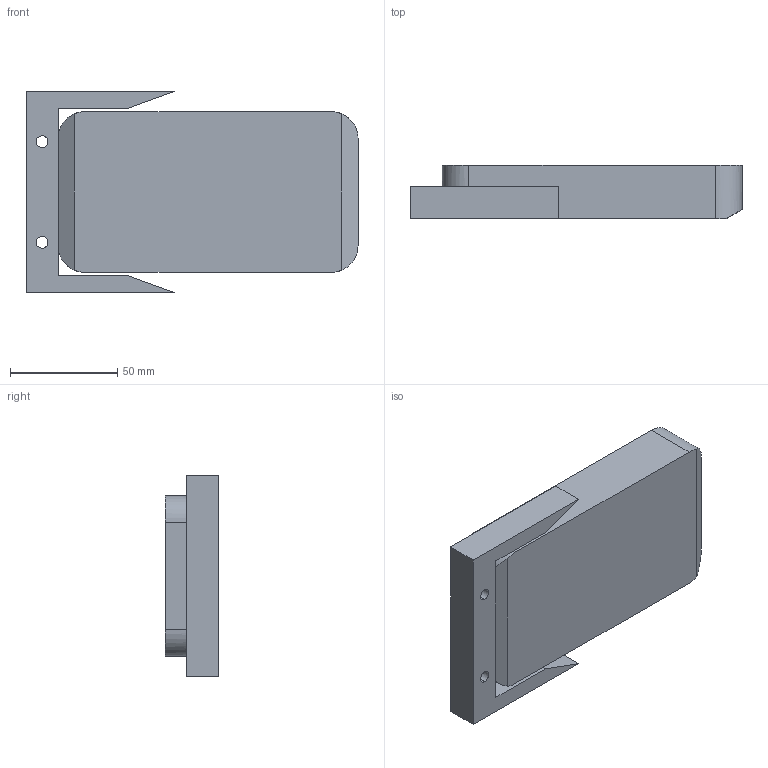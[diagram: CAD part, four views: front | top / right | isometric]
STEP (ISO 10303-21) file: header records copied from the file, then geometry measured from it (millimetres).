
FILE_DESCRIPTION (( 'STEP AP203' ), '1' );
FILE_NAME ('Box assembly.STEP', '2025-04-05T17:34:23', ( '' ), ( '' ), 'SwSTEP 2.0', 'SolidWorks 2024', '' );
FILE_SCHEMA (( 'CONFIG_CONTROL_DESIGN' ));
Length unit declared in the file: centimetre
Products named in the file (3): Box assembly; Box side guides; Bin
Assembly tree (2 placements, depth 2):
  Box assembly
    Bin
    Box side guides
Bounding box: 155 x 25 x 94 mm (x, y, z)
Volume: 100672.3 mm3; surface area: 49335.9 mm2
Topology: 2 solids, 2 shells, 35 faces, 90 edges, 60 vertices
Faces by surface type: plane 23, cylinder 12
Entity records: 1381 total; most frequent: CARTESIAN_POINT 202, DIRECTION 190, ORIENTED_EDGE 180, EDGE_CURVE 90, AXIS2_PLACEMENT_3D 64, LINE 62, VECTOR 62, VERTEX_POINT 60
